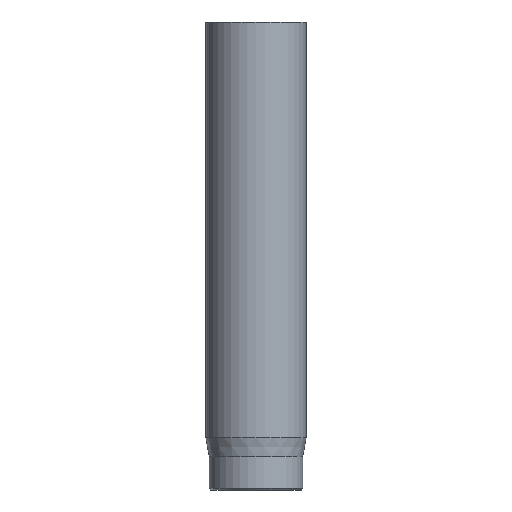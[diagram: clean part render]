
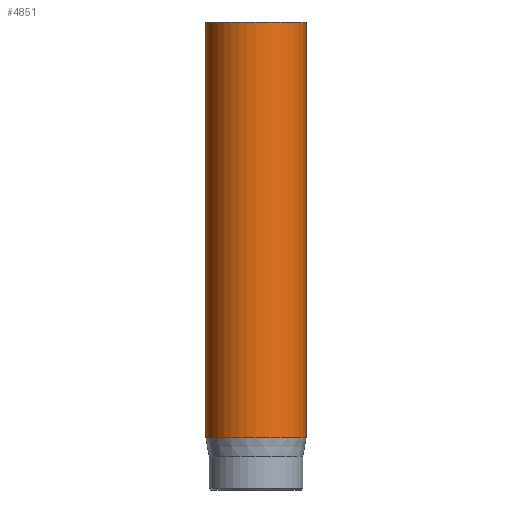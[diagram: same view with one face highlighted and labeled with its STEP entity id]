
A CAD part, front view. The second image highlights one B-rep face of the part: STEP entity #4851.
In plain terms, the highlighted cylindrical face has radius 1.5 mm (diameter 3 mm), a full revolution.
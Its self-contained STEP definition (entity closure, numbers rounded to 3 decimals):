
#42=CYLINDRICAL_SURFACE('',#5052,1.5);
#45=CIRCLE('',#5022,1.5);
#59=CIRCLE('',#5050,1.5);
#60=CIRCLE('',#5051,1.5);
#391=FACE_OUTER_BOUND('',#678,.T.);
#678=EDGE_LOOP('',(#4169,#4170,#4171,#4172,#4173));
#1023=LINE('',#8801,#1388);
#1388=VECTOR('',#5558,1.5);
#2176=VERTEX_POINT('',#8746);
#2190=VERTEX_POINT('',#8795);
#2191=VERTEX_POINT('',#8796);
#2845=EDGE_CURVE('',#2176,#2176,#45,.T.);
#2866=EDGE_CURVE('',#2190,#2191,#59,.T.);
#2867=EDGE_CURVE('',#2191,#2190,#60,.T.);
#2869=EDGE_CURVE('',#2176,#2190,#1023,.T.);
#4169=ORIENTED_EDGE('',*,*,#2845,.T.);
#4170=ORIENTED_EDGE('',*,*,#2869,.T.);
#4171=ORIENTED_EDGE('',*,*,#2866,.T.);
#4172=ORIENTED_EDGE('',*,*,#2867,.T.);
#4173=ORIENTED_EDGE('',*,*,#2869,.F.);
#4851=ADVANCED_FACE('',(#391),#42,.T.);
#5022=AXIS2_PLACEMENT_3D('',#8747,#5488,#5489);
#5050=AXIS2_PLACEMENT_3D('',#8797,#5551,#5552);
#5051=AXIS2_PLACEMENT_3D('',#8798,#5553,#5554);
#5052=AXIS2_PLACEMENT_3D('',#8800,#5556,#5557);
#5488=DIRECTION('center_axis',(0.,0.,-1.));
#5489=DIRECTION('ref_axis',(-1.,0.,0.));
#5551=DIRECTION('center_axis',(0.,0.,1.));
#5552=DIRECTION('ref_axis',(-1.,0.,0.));
#5553=DIRECTION('center_axis',(0.,0.,1.));
#5554=DIRECTION('ref_axis',(-1.,0.,0.));
#5556=DIRECTION('center_axis',(0.,0.,1.));
#5557=DIRECTION('ref_axis',(-1.,0.,0.));
#5558=DIRECTION('',(0.,0.,-1.));
#8746=CARTESIAN_POINT('',(1.5,0.,14.));
#8747=CARTESIAN_POINT('Origin',(0.,0.,14.));
#8795=CARTESIAN_POINT('',(1.5,0.,1.567));
#8796=CARTESIAN_POINT('',(-1.5,0.,1.567));
#8797=CARTESIAN_POINT('Origin',(0.,0.,1.567));
#8798=CARTESIAN_POINT('Origin',(0.,0.,1.567));
#8800=CARTESIAN_POINT('Origin',(0.,0.,0.));
#8801=CARTESIAN_POINT('',(1.5,0.,0.));
